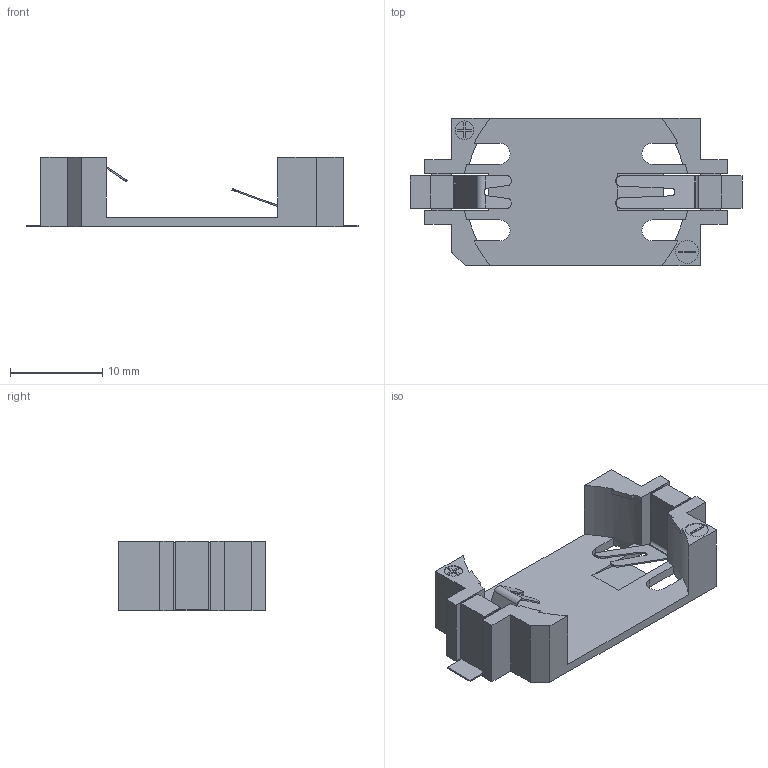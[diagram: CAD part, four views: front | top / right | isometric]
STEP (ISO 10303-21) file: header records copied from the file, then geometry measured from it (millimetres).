
FILE_DESCRIPTION (( 'STEP AP214' ), '1' );
FILE_NAME ('BAT-SMD_BS-24-B4AA016.step', '2022-06-16T10:57:30', ( '' ), ( '' ), 'SwSTEP 2.0', 'SolidWorks 2020', '' );
FILE_SCHEMA (( 'AUTOMOTIVE_DESIGN' ));
Length unit declared in the file: millimetre
Products named in the file (1): BAT-SMD_BS-24-B4AA016
Bounding box: 36 x 16.01 x 7.51 mm (x, y, z)
Volume: 1019.9 mm3; surface area: 2051.1 mm2
Topology: 3 solids, 3 shells, 387 faces, 1080 edges, 720 vertices
Faces by surface type: plane 242, bspline 98, cylinder 47
Entity records: 17205 total; most frequent: CARTESIAN_POINT 3556, ORIENTED_EDGE 2160, DIRECTION 1538, EDGE_CURVE 1080, LINE 766, VECTOR 766, VERTEX_POINT 720, EDGE_LOOP 420
